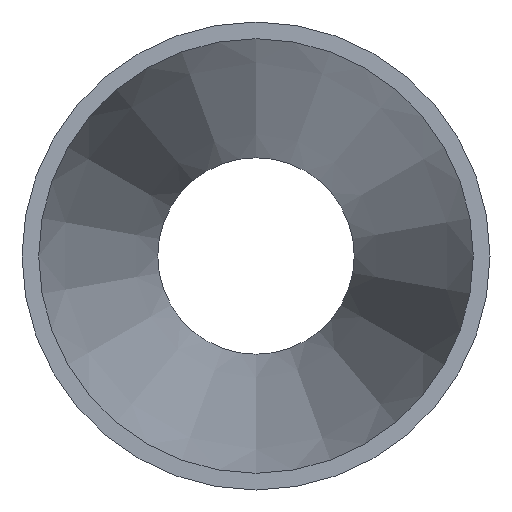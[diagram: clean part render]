
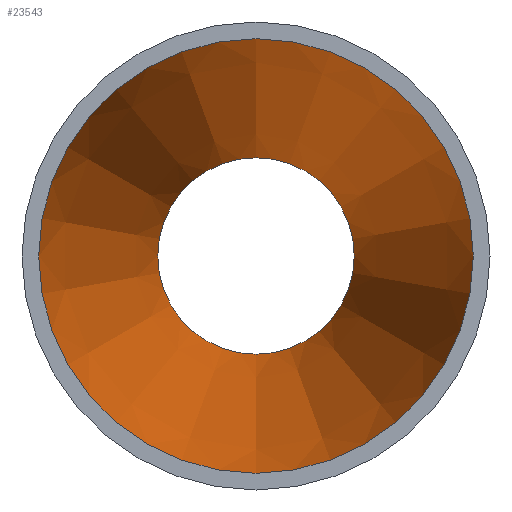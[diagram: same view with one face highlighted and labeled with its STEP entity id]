
A CAD part, front view. The second image highlights one B-rep face of the part: STEP entity #23543.
In plain terms, the highlighted conical face has half-angle 10.802 degrees and reference radius 26.464 mm.
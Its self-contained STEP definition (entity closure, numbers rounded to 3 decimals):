
#743 = ORIENTED_EDGE ( 'NONE', *, *, #7617, .T. ) ;
#975 = DIRECTION ( 'NONE',  ( 0., 0., -1. ) ) ;
#1435 = CIRCLE ( 'NONE', #20942, 26.464 ) ;
#1970 = FACE_OUTER_BOUND ( 'NONE', #19446, .T. ) ;
#2638 = EDGE_CURVE ( 'NONE', #8906, #8906, #2659, .T. ) ;
#2659 = CIRCLE ( 'NONE', #17919, 11.964 ) ;
#4296 = ORIENTED_EDGE ( 'NONE', *, *, #2638, .F. ) ;
#4772 = EDGE_LOOP ( 'NONE', ( #4296 ) ) ;
#5811 = DIRECTION ( 'NONE',  ( 0., 0., -1. ) ) ;
#6050 = CARTESIAN_POINT ( 'NONE',  ( 0., 0., 0. ) ) ;
#6400 = DIRECTION ( 'NONE',  ( 0., -1., 0. ) ) ;
#6759 = CARTESIAN_POINT ( 'NONE',  ( 0., 0., -26.464 ) ) ;
#6926 = DIRECTION ( 'NONE',  ( 0., 0., -1. ) ) ;
#7617 = EDGE_CURVE ( 'NONE', #17645, #17645, #1435, .T. ) ;
#8423 = CARTESIAN_POINT ( 'NONE',  ( 0., 0., 0. ) ) ;
#8906 = VERTEX_POINT ( 'NONE', #14174 ) ;
#9408 = FACE_BOUND ( 'NONE', #4772, .T. ) ;
#13323 = CONICAL_SURFACE ( 'NONE', #19406, 26.464, 0.189 ) ;
#13376 = DIRECTION ( 'NONE',  ( 0., -1., 0. ) ) ;
#14174 = CARTESIAN_POINT ( 'NONE',  ( 0., 76., -11.964 ) ) ;
#16142 = CARTESIAN_POINT ( 'NONE',  ( 0., 76., 0. ) ) ;
#17645 = VERTEX_POINT ( 'NONE', #6759 ) ;
#17919 = AXIS2_PLACEMENT_3D ( 'NONE', #16142, #19619, #6926 ) ;
#19406 = AXIS2_PLACEMENT_3D ( 'NONE', #6050, #13376, #5811 ) ;
#19446 = EDGE_LOOP ( 'NONE', ( #743 ) ) ;
#19619 = DIRECTION ( 'NONE',  ( 0., -1., 0. ) ) ;
#20942 = AXIS2_PLACEMENT_3D ( 'NONE', #8423, #6400, #975 ) ;
#23543 = ADVANCED_FACE ( 'NONE', ( #9408, #1970 ), #13323, .F. ) ;
